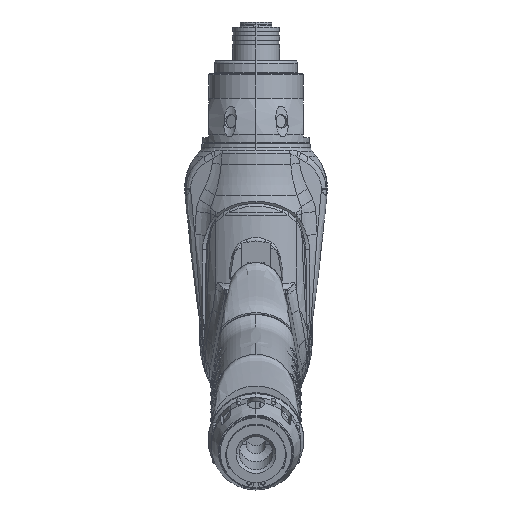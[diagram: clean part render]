
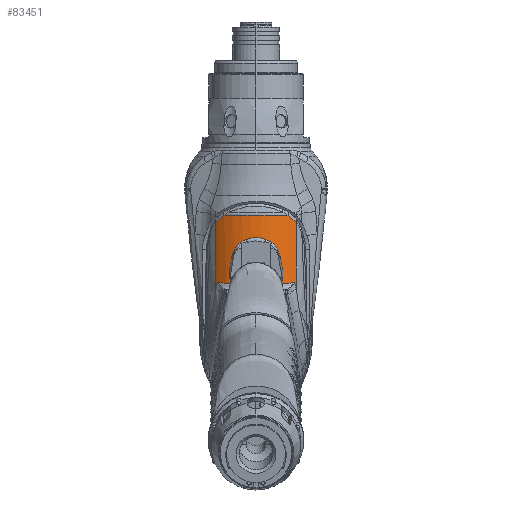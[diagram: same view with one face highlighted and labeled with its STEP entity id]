
A CAD part, front view. The second image highlights one B-rep face of the part: STEP entity #83451.
In plain terms, the highlighted cylindrical face has radius 21 mm (diameter 42 mm), a partial arc.
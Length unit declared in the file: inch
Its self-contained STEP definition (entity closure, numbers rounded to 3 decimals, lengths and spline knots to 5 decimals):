
#10866=DIRECTION('',(0.,0.,1.));
#10867=VECTOR('',#10866,0.88688);
#10868=CARTESIAN_POINT('',(0.53549,-0.62992,
0.96374));
#10869=LINE('',#10868,#10867);
#10928=CARTESIAN_POINT('',(0.4252,-0.70906,
1.94784));
#10929=CARTESIAN_POINT('',(0.43492,-0.70323,
1.94088));
#10930=CARTESIAN_POINT('',(0.45343,-0.69159,
1.92693));
#10931=CARTESIAN_POINT('',(0.47913,-0.67401,
1.90619));
#10932=CARTESIAN_POINT('',(0.50177,-0.65727,
1.88618));
#10933=CARTESIAN_POINT('',(0.52036,-0.6426,
1.86772));
#10934=CARTESIAN_POINT('',(0.53078,-0.63393,
1.85616));
#10935=CARTESIAN_POINT('',(0.53549,-0.62992,
1.85062));
#10951=DIRECTION('',(0.,0.,1.));
#10952=VECTOR('',#10951,0.88688);
#10953=CARTESIAN_POINT('',(-0.53549,-0.62992,
0.96374));
#10954=LINE('',#10953,#10952);
#10960=CARTESIAN_POINT('',(0.,0.,1.94784));
#10961=DIRECTION('',(0.,0.,-1.));
#10962=DIRECTION('',(0.514,-0.858,0.));
#10963=AXIS2_PLACEMENT_3D('',#10960,#10961,#10962);
#11041=CARTESIAN_POINT('',(-0.53549,-0.62992,
1.85062));
#11042=CARTESIAN_POINT('',(-0.53078,-0.63393,
1.85616));
#11043=CARTESIAN_POINT('',(-0.52035,-0.6426,
1.86772));
#11044=CARTESIAN_POINT('',(-0.50177,-0.65727,
1.88618));
#11045=CARTESIAN_POINT('',(-0.47912,-0.67401,
1.9062));
#11046=CARTESIAN_POINT('',(-0.45343,-0.69159,
1.92693));
#11047=CARTESIAN_POINT('',(-0.43492,-0.70323,
1.94088));
#11048=CARTESIAN_POINT('',(-0.4252,-0.70906,
1.94784));
#11073=CARTESIAN_POINT('',(-0.53549,-0.62992,
1.85062));
#11337=CARTESIAN_POINT('',(-0.53549,-0.62992,
0.96374));
#11363=CARTESIAN_POINT('',(-0.51339,-0.64806,
1.05377));
#11364=CARTESIAN_POINT('',(-0.51593,-0.64605,
1.04387));
#11365=CARTESIAN_POINT('',(-0.52095,-0.64202,
1.024));
#11366=CARTESIAN_POINT('',(-0.52831,-0.63598,
0.99399));
#11367=CARTESIAN_POINT('',(-0.53311,-0.63194,
0.97385));
#11368=CARTESIAN_POINT('',(-0.53549,-0.62992,
0.96374));
#11414=CARTESIAN_POINT('',(-0.51339,-0.64806,
1.05377));
#11415=CARTESIAN_POINT('',(-0.50221,-0.65691,
1.05224));
#11416=CARTESIAN_POINT('',(-0.4794,-0.67404,
1.04926));
#11417=CARTESIAN_POINT('',(-0.44393,-0.69792,
1.04512));
#11418=CARTESIAN_POINT('',(-0.4073,-0.71991,
1.04131));
#11419=CARTESIAN_POINT('',(-0.36961,-0.73996,
1.03783));
#11420=CARTESIAN_POINT('',(-0.33097,-0.75803,
1.03469));
#11421=CARTESIAN_POINT('',(-0.29148,-0.77408,
1.03191));
#11422=CARTESIAN_POINT('',(-0.25123,-0.78806,
1.02949));
#11423=CARTESIAN_POINT('',(-0.21035,-0.79994,
1.02742));
#11424=CARTESIAN_POINT('',(-0.16893,-0.8097,
1.02573));
#11425=CARTESIAN_POINT('',(-0.12707,-0.81732,
1.02441));
#11426=CARTESIAN_POINT('',(-0.08489,-0.82277,
1.02346));
#11427=CARTESIAN_POINT('',(-0.0425,-0.82604,
1.0229));
#11428=CARTESIAN_POINT('',(0.,-0.82714,
1.02271));
#11429=CARTESIAN_POINT('',(0.0425,-0.82604,
1.0229));
#11430=CARTESIAN_POINT('',(0.0849,-0.82277,
1.02346));
#11431=CARTESIAN_POINT('',(0.12708,-0.81732,
1.02441));
#11432=CARTESIAN_POINT('',(0.16893,-0.8097,
1.02573));
#11433=CARTESIAN_POINT('',(0.21035,-0.79994,
1.02742));
#11434=CARTESIAN_POINT('',(0.25124,-0.78806,
1.02949));
#11435=CARTESIAN_POINT('',(0.29148,-0.77408,
1.03191));
#11436=CARTESIAN_POINT('',(0.33097,-0.75803,
1.03469));
#11437=CARTESIAN_POINT('',(0.36961,-0.73996,
1.03783));
#11438=CARTESIAN_POINT('',(0.4073,-0.71991,
1.04131));
#11439=CARTESIAN_POINT('',(0.44393,-0.69792,
1.04512));
#11440=CARTESIAN_POINT('',(0.4794,-0.67404,
1.04926));
#11441=CARTESIAN_POINT('',(0.50221,-0.65691,
1.05224));
#11442=CARTESIAN_POINT('',(0.5134,-0.64805,
1.05377));
#11491=CARTESIAN_POINT('',(0.53549,-0.62992,
0.96374));
#11492=CARTESIAN_POINT('',(0.53312,-0.63194,
0.97385));
#11493=CARTESIAN_POINT('',(0.52832,-0.63597,
0.99399));
#11494=CARTESIAN_POINT('',(0.52095,-0.64202,
1.024));
#11495=CARTESIAN_POINT('',(0.51593,-0.64604,
1.04387));
#11496=CARTESIAN_POINT('',(0.5134,-0.64805,
1.05377));
#38518=CARTESIAN_POINT('',(0.4252,-0.70906,
1.94784));
#38519=CARTESIAN_POINT('',(-0.4252,-0.70906,
1.94784));
#38520=VERTEX_POINT('',#38518);
#38521=VERTEX_POINT('',#38519);
#38541=VERTEX_POINT('',#11073);
#38542=VERTEX_POINT('',#10935);
#38602=VERTEX_POINT('',#11491);
#38603=VERTEX_POINT('',#11496);
#38625=VERTEX_POINT('',#11337);
#38627=VERTEX_POINT('',#11363);
#83430=CARTESIAN_POINT('',(0.,0.,2.91339));
#83431=DIRECTION('',(0.,0.,1.));
#83432=DIRECTION('',(1.,0.,0.));
#83433=AXIS2_PLACEMENT_3D('',#83430,#83431,#83432);
#83434=CYLINDRICAL_SURFACE('',#83433,0.82677);
#83436=ORIENTED_EDGE('',*,*,#83435,.F.);
#83437=ORIENTED_EDGE('',*,*,#83421,.T.);
#83438=ORIENTED_EDGE('',*,*,#83265,.F.);
#83440=ORIENTED_EDGE('',*,*,#83439,.T.);
#83442=ORIENTED_EDGE('',*,*,#83441,.F.);
#83444=ORIENTED_EDGE('',*,*,#83443,.T.);
#83446=ORIENTED_EDGE('',*,*,#83445,.T.);
#83448=ORIENTED_EDGE('',*,*,#83447,.T.);
#83449=EDGE_LOOP('',(#83436,#83437,#83438,#83440,#83442,#83444,#83446,#83448));
#83450=FACE_OUTER_BOUND('',#83449,.F.);
#83451=ADVANCED_FACE('',(#83450),#83434,.T.);
#10936=B_SPLINE_CURVE_WITH_KNOTS('',3,(#10928,#10929,#10930,#10931,#10932,
#10933,#10934,#10935),.UNSPECIFIED.,.F.,.F.,(4,1,1,1,1,4),(0.,0.2,0.4,
0.6,0.8,1.),.UNSPECIFIED.);
#10964=CIRCLE('',#10963,0.82677);
#11049=B_SPLINE_CURVE_WITH_KNOTS('',3,(#11041,#11042,#11043,#11044,#11045,
#11046,#11047,#11048),.UNSPECIFIED.,.F.,.F.,(4,1,1,1,1,4),(0.,0.2,0.4,
0.6,0.8,1.),.UNSPECIFIED.);
#11369=B_SPLINE_CURVE_WITH_KNOTS('',3,(#11363,#11364,#11365,#11366,#11367,
#11368),.UNSPECIFIED.,.F.,.F.,(4,1,1,4),(0.,0.33333,
0.66667,1.),.UNSPECIFIED.);
#11443=B_SPLINE_CURVE_WITH_KNOTS('',3,(#11414,#11415,#11416,#11417,#11418,
#11419,#11420,#11421,#11422,#11423,#11424,#11425,#11426,#11427,#11428,#11429,
#11430,#11431,#11432,#11433,#11434,#11435,#11436,#11437,#11438,#11439,#11440,
#11441,#11442),.UNSPECIFIED.,.F.,.F.,(4,1,1,1,1,1,1,1,1,1,1,1,1,1,1,1,1,1,1,1,1,
1,1,1,1,1,4),(0.,0.03846,0.07692,0.11538,
0.15385,0.19231,0.23077,0.26923,
0.30769,0.34615,0.38462,0.42308,
0.46154,0.5,0.53846,0.57692,0.61538,
0.65385,0.69231,0.73077,0.76923,
0.80769,0.84615,0.88462,0.92308,
0.96154,1.),.UNSPECIFIED.);
#11497=B_SPLINE_CURVE_WITH_KNOTS('',3,(#11491,#11492,#11493,#11494,#11495,
#11496),.UNSPECIFIED.,.F.,.F.,(4,1,1,4),(0.,0.33333,
0.66667,1.),.UNSPECIFIED.);
#83265=EDGE_CURVE('',#38602,#38542,#10869,.T.);
#83421=EDGE_CURVE('',#38520,#38542,#10936,.T.);
#83435=EDGE_CURVE('',#38520,#38521,#10964,.T.);
#83439=EDGE_CURVE('',#38602,#38603,#11497,.T.);
#83441=EDGE_CURVE('',#38627,#38603,#11443,.T.);
#83443=EDGE_CURVE('',#38627,#38625,#11369,.T.);
#83445=EDGE_CURVE('',#38625,#38541,#10954,.T.);
#83447=EDGE_CURVE('',#38541,#38521,#11049,.T.);
